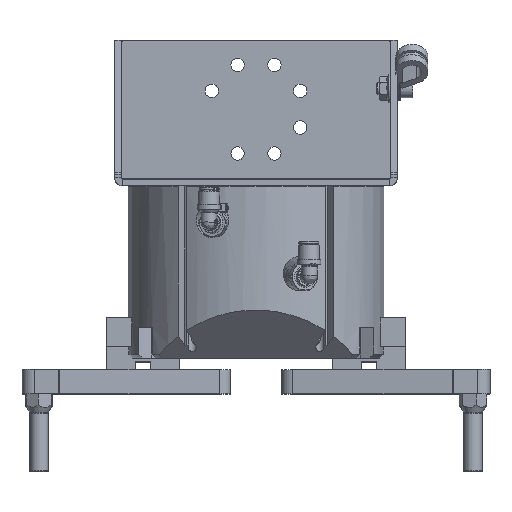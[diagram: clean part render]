
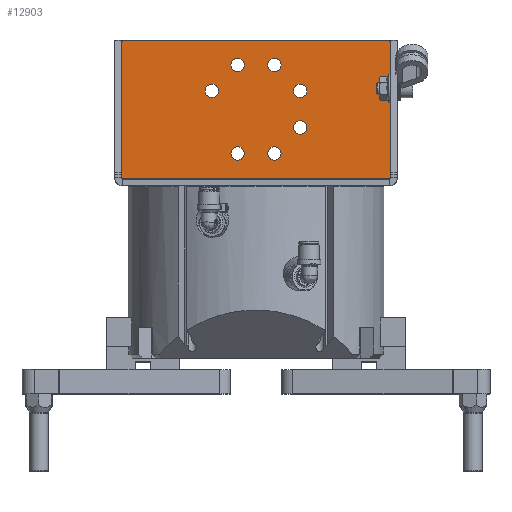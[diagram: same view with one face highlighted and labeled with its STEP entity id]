
A CAD part, top view. The second image highlights one B-rep face of the part: STEP entity #12903.
In plain terms, the highlighted planar face has unit normal (0, 0, 1).
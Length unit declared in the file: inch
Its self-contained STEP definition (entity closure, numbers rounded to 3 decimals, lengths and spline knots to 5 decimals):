
#171 = DIRECTION ( 'NONE',  ( -1., 0., 0. ) ) ;
#331 = CARTESIAN_POINT ( 'NONE',  ( -2.70591, 2.95, 0.1345 ) ) ;
#338 = DIRECTION ( 'NONE',  ( -1., 0., 0. ) ) ;
#399 = CARTESIAN_POINT ( 'NONE',  ( -2.70591, 3., 0.1345 ) ) ;
#563 = CARTESIAN_POINT ( 'NONE',  ( 0.77153, 1.95591, 0.1345 ) ) ;
#583 = DIRECTION ( 'NONE',  ( -1., 0., 0. ) ) ;
#825 = EDGE_CURVE ( 'NONE', #20851, #2705, #21874, .T. ) ;
#828 = CIRCLE ( 'NONE', #4398, 0.1378 ) ;
#1097 = FACE_OUTER_BOUND ( 'NONE', #21504, .T. ) ;
#1218 = DIRECTION ( 'NONE',  ( 0., 0., -1. ) ) ;
#1561 = CARTESIAN_POINT ( 'NONE',  ( 2.75591, 0.1585, 0.1345 ) ) ;
#2144 = CARTESIAN_POINT ( 'NONE',  ( -1.04713, 1.95591, 0.1345 ) ) ;
#2145 = DIRECTION ( 'NONE',  ( -1., 0., 0. ) ) ;
#2158 = VECTOR ( 'NONE', #21630, 39.37008 ) ;
#2303 = CIRCLE ( 'NONE', #20785, 0.1378 ) ;
#2509 = CARTESIAN_POINT ( 'NONE',  ( 2.75591, 0.1585, 0.1345 ) ) ;
#2536 = CARTESIAN_POINT ( 'NONE',  ( -0.37666, 2.48858, 0.1345 ) ) ;
#2692 = CARTESIAN_POINT ( 'NONE',  ( -0.51445, 2.48858, 0.1345 ) ) ;
#2705 = VERTEX_POINT ( 'NONE', #10072 ) ;
#3183 = DIRECTION ( 'NONE',  ( -1., 0., 0. ) ) ;
#3204 = FACE_BOUND ( 'NONE', #14796, .T. ) ;
#3343 = EDGE_CURVE ( 'NONE', #21480, #21480, #2303, .T. ) ;
#4022 = CARTESIAN_POINT ( 'NONE',  ( 2.75591, 3., 0.1345 ) ) ;
#4109 = CARTESIAN_POINT ( 'NONE',  ( 2.70591, 2.95, 0.1345 ) ) ;
#4398 = AXIS2_PLACEMENT_3D ( 'NONE', #15091, #12926, #11034 ) ;
#4612 = EDGE_CURVE ( 'NONE', #16179, #10431, #12982, .T. ) ;
#4936 = AXIS2_PLACEMENT_3D ( 'NONE', #7875, #13812, #583 ) ;
#5028 = ORIENTED_EDGE ( 'NONE', *, *, #20179, .T. ) ;
#5455 = FACE_BOUND ( 'NONE', #6575, .T. ) ;
#5577 = EDGE_CURVE ( 'NONE', #17819, #17819, #15236, .T. ) ;
#5740 = DIRECTION ( 'NONE',  ( 0., 0., -1. ) ) ;
#5877 = DIRECTION ( 'NONE',  ( -1., 0., 0. ) ) ;
#6459 = CARTESIAN_POINT ( 'NONE',  ( -0.90933, 1.95591, 0.1345 ) ) ;
#6575 = EDGE_LOOP ( 'NONE', ( #13835 ) ) ;
#6762 = VERTEX_POINT ( 'NONE', #20386 ) ;
#6817 = AXIS2_PLACEMENT_3D ( 'NONE', #4109, #15631, #5877 ) ;
#7110 = EDGE_CURVE ( 'NONE', #17940, #17940, #22189, .T. ) ;
#7222 = PLANE ( 'NONE',  #10028 ) ;
#7264 = VECTOR ( 'NONE', #2145, 39.37008 ) ;
#7331 = VERTEX_POINT ( 'NONE', #16553 ) ;
#7625 = DIRECTION ( 'NONE',  ( 0., 0., -1. ) ) ;
#7875 = CARTESIAN_POINT ( 'NONE',  ( -0.37666, 0.66992, 0.1345 ) ) ;
#7983 = DIRECTION ( 'NONE',  ( 0., 0., 1. ) ) ;
#8146 = ORIENTED_EDGE ( 'NONE', *, *, #13654, .T. ) ;
#8198 = VERTEX_POINT ( 'NONE', #8707 ) ;
#8707 = CARTESIAN_POINT ( 'NONE',  ( -0.51445, 0.66992, 0.1345 ) ) ;
#8764 = FACE_BOUND ( 'NONE', #12301, .T. ) ;
#8886 = FACE_BOUND ( 'NONE', #10481, .T. ) ;
#9399 = EDGE_CURVE ( 'NONE', #22794, #6762, #16024, .T. ) ;
#9542 = CARTESIAN_POINT ( 'NONE',  ( 0.90933, 1.95591, 0.1345 ) ) ;
#9585 = AXIS2_PLACEMENT_3D ( 'NONE', #9542, #5740, #11667 ) ;
#9615 = ORIENTED_EDGE ( 'NONE', *, *, #9399, .F. ) ;
#9861 = ORIENTED_EDGE ( 'NONE', *, *, #11140, .F. ) ;
#10005 = CARTESIAN_POINT ( 'NONE',  ( 0.23886, 2.48858, 0.1345 ) ) ;
#10028 = AXIS2_PLACEMENT_3D ( 'NONE', #16459, #1218, #14707 ) ;
#10059 = DIRECTION ( 'NONE',  ( -1., 0., 0. ) ) ;
#10072 = CARTESIAN_POINT ( 'NONE',  ( -2.75591, 0.1585, 0.1345 ) ) ;
#10327 = CARTESIAN_POINT ( 'NONE',  ( 2.75591, 0.1585, 0.1345 ) ) ;
#10375 = CARTESIAN_POINT ( 'NONE',  ( 0.37666, 2.48858, 0.1345 ) ) ;
#10431 = VERTEX_POINT ( 'NONE', #12344 ) ;
#10481 = EDGE_LOOP ( 'NONE', ( #5028 ) ) ;
#10646 = CARTESIAN_POINT ( 'NONE',  ( -2.75591, 0., 0.1345 ) ) ;
#11034 = DIRECTION ( 'NONE',  ( -1., 0., 0. ) ) ;
#11124 = AXIS2_PLACEMENT_3D ( 'NONE', #24864, #7625, #11418 ) ;
#11140 = EDGE_CURVE ( 'NONE', #6762, #2705, #20684, .T. ) ;
#11418 = DIRECTION ( 'NONE',  ( -1., 0., 0. ) ) ;
#11436 = CIRCLE ( 'NONE', #11124, 0.1378 ) ;
#11667 = DIRECTION ( 'NONE',  ( -1., 0., 0. ) ) ;
#11749 = VECTOR ( 'NONE', #10059, 39.37008 ) ;
#12224 = VERTEX_POINT ( 'NONE', #12352 ) ;
#12301 = EDGE_LOOP ( 'NONE', ( #12430 ) ) ;
#12344 = CARTESIAN_POINT ( 'NONE',  ( 2.75591, 0.1585, 0.1345 ) ) ;
#12352 = CARTESIAN_POINT ( 'NONE',  ( 0.23886, 0.66992, 0.1345 ) ) ;
#12430 = ORIENTED_EDGE ( 'NONE', *, *, #3343, .T. ) ;
#12903 = ADVANCED_FACE ( 'NONE', ( #8764, #12919, #18330, #24218, #5455, #8886, #3204, #1097 ), #7222, .F. ) ;
#12919 = FACE_BOUND ( 'NONE', #23848, .T. ) ;
#12926 = DIRECTION ( 'NONE',  ( 0., 0., -1. ) ) ;
#12982 = LINE ( 'NONE', #20886, #24785 ) ;
#13291 = EDGE_CURVE ( 'NONE', #16179, #14602, #23685, .T. ) ;
#13506 = CARTESIAN_POINT ( 'NONE',  ( 2.70591, 3., 0.1345 ) ) ;
#13577 = EDGE_CURVE ( 'NONE', #7331, #7331, #828, .T. ) ;
#13654 = EDGE_CURVE ( 'NONE', #14895, #20851, #18907, .T. ) ;
#13812 = DIRECTION ( 'NONE',  ( 0., 0., -1. ) ) ;
#13835 = ORIENTED_EDGE ( 'NONE', *, *, #5577, .T. ) ;
#13895 = EDGE_CURVE ( 'NONE', #14602, #14895, #22463, .T. ) ;
#14460 = ORIENTED_EDGE ( 'NONE', *, *, #14497, .F. ) ;
#14497 = EDGE_CURVE ( 'NONE', #10431, #22794, #17527, .T. ) ;
#14602 = VERTEX_POINT ( 'NONE', #13506 ) ;
#14707 = DIRECTION ( 'NONE',  ( -1., 0., 0. ) ) ;
#14796 = EDGE_LOOP ( 'NONE', ( #23987 ) ) ;
#14895 = VERTEX_POINT ( 'NONE', #399 ) ;
#15091 = CARTESIAN_POINT ( 'NONE',  ( 0.90933, 1.20259, 0.1345 ) ) ;
#15236 = CIRCLE ( 'NONE', #9585, 0.1378 ) ;
#15314 = CARTESIAN_POINT ( 'NONE',  ( -2.75591, 2.95, 0.1345 ) ) ;
#15631 = DIRECTION ( 'NONE',  ( 0., 0., 1. ) ) ;
#15704 = DIRECTION ( 'NONE',  ( -1., 0., 0. ) ) ;
#15791 = DIRECTION ( 'NONE',  ( -1., 0., 0. ) ) ;
#16024 = LINE ( 'NONE', #10327, #24672 ) ;
#16179 = VERTEX_POINT ( 'NONE', #18125 ) ;
#16459 = CARTESIAN_POINT ( 'NONE',  ( 2.75591, 0., 0.1345 ) ) ;
#16553 = CARTESIAN_POINT ( 'NONE',  ( 0.77153, 1.20259, 0.1345 ) ) ;
#17316 = AXIS2_PLACEMENT_3D ( 'NONE', #331, #7983, #15704 ) ;
#17527 = LINE ( 'NONE', #2509, #11749 ) ;
#17576 = ORIENTED_EDGE ( 'NONE', *, *, #13577, .T. ) ;
#17715 = DIRECTION ( 'NONE',  ( 0., 0., -1. ) ) ;
#17819 = VERTEX_POINT ( 'NONE', #563 ) ;
#17827 = DIRECTION ( 'NONE',  ( 0., 0., -1. ) ) ;
#17903 = DIRECTION ( 'NONE',  ( 0., 0., -1. ) ) ;
#17940 = VERTEX_POINT ( 'NONE', #2692 ) ;
#18125 = CARTESIAN_POINT ( 'NONE',  ( 2.75591, 2.95, 0.1345 ) ) ;
#18330 = FACE_BOUND ( 'NONE', #21787, .T. ) ;
#18789 = ORIENTED_EDGE ( 'NONE', *, *, #13291, .T. ) ;
#18907 = CIRCLE ( 'NONE', #17316, 0.05 ) ;
#19096 = AXIS2_PLACEMENT_3D ( 'NONE', #6459, #17827, #338 ) ;
#19309 = ORIENTED_EDGE ( 'NONE', *, *, #24465, .T. ) ;
#19684 = DIRECTION ( 'NONE',  ( -1., 0., 0. ) ) ;
#19730 = EDGE_CURVE ( 'NONE', #8198, #8198, #20647, .T. ) ;
#20179 = EDGE_CURVE ( 'NONE', #12224, #12224, #11436, .T. ) ;
#20386 = CARTESIAN_POINT ( 'NONE',  ( -2.74691, 0.1585, 0.1345 ) ) ;
#20482 = ORIENTED_EDGE ( 'NONE', *, *, #4612, .F. ) ;
#20506 = ORIENTED_EDGE ( 'NONE', *, *, #825, .T. ) ;
#20624 = ORIENTED_EDGE ( 'NONE', *, *, #7110, .T. ) ;
#20647 = CIRCLE ( 'NONE', #4936, 0.1378 ) ;
#20684 = LINE ( 'NONE', #1561, #22839 ) ;
#20785 = AXIS2_PLACEMENT_3D ( 'NONE', #10375, #17715, #19684 ) ;
#20851 = VERTEX_POINT ( 'NONE', #15314 ) ;
#20886 = CARTESIAN_POINT ( 'NONE',  ( 2.75591, 0., 0.1345 ) ) ;
#21380 = AXIS2_PLACEMENT_3D ( 'NONE', #2536, #17903, #171 ) ;
#21480 = VERTEX_POINT ( 'NONE', #10005 ) ;
#21504 = EDGE_LOOP ( 'NONE', ( #20482, #18789, #21955, #8146, #20506, #9861, #9615, #14460 ) ) ;
#21630 = DIRECTION ( 'NONE',  ( 0., -1., 0. ) ) ;
#21787 = EDGE_LOOP ( 'NONE', ( #19309 ) ) ;
#21874 = LINE ( 'NONE', #10646, #2158 ) ;
#21900 = EDGE_LOOP ( 'NONE', ( #20624 ) ) ;
#21955 = ORIENTED_EDGE ( 'NONE', *, *, #13895, .T. ) ;
#22189 = CIRCLE ( 'NONE', #21380, 0.1378 ) ;
#22463 = LINE ( 'NONE', #4022, #7264 ) ;
#22794 = VERTEX_POINT ( 'NONE', #24825 ) ;
#22839 = VECTOR ( 'NONE', #3183, 39.37008 ) ;
#22929 = VERTEX_POINT ( 'NONE', #2144 ) ;
#23685 = CIRCLE ( 'NONE', #6817, 0.05 ) ;
#23848 = EDGE_LOOP ( 'NONE', ( #17576 ) ) ;
#23987 = ORIENTED_EDGE ( 'NONE', *, *, #19730, .T. ) ;
#24218 = FACE_BOUND ( 'NONE', #21900, .T. ) ;
#24325 = CIRCLE ( 'NONE', #19096, 0.1378 ) ;
#24465 = EDGE_CURVE ( 'NONE', #22929, #22929, #24325, .T. ) ;
#24672 = VECTOR ( 'NONE', #15791, 39.37008 ) ;
#24785 = VECTOR ( 'NONE', #24786, 39.37008 ) ;
#24786 = DIRECTION ( 'NONE',  ( 0., -1., 0. ) ) ;
#24825 = CARTESIAN_POINT ( 'NONE',  ( 2.74691, 0.1585, 0.1345 ) ) ;
#24864 = CARTESIAN_POINT ( 'NONE',  ( 0.37666, 0.66992, 0.1345 ) ) ;
